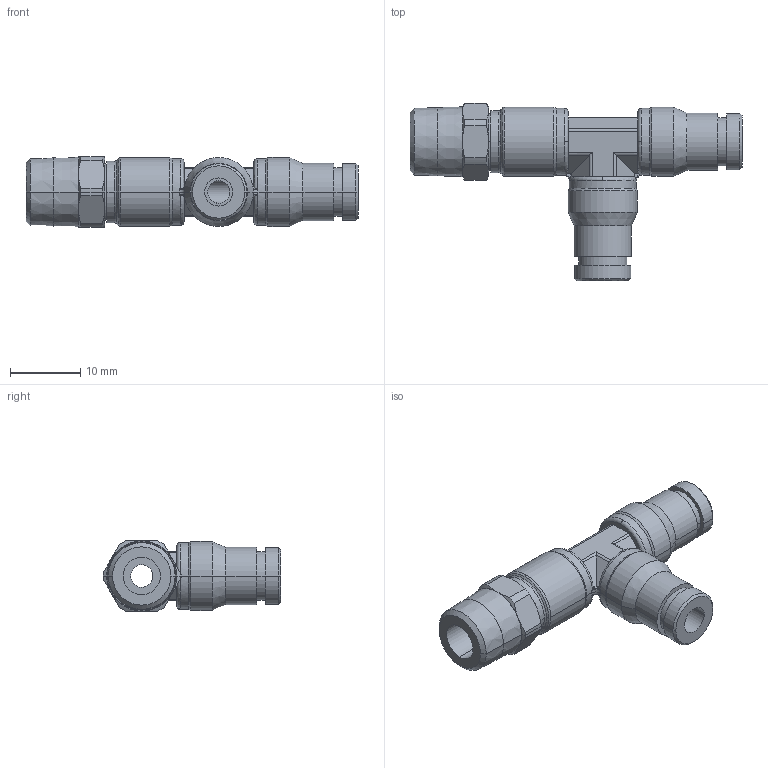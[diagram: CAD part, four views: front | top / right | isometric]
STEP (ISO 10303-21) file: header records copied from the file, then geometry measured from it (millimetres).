
FILE_DESCRIPTION(('STEP AP214'),'1');
FILE_NAME('3803_04_10.stp','2016-07-07T14:26:41',('TraceParts'),('TraceParts S.A.'),'Spatial InterOp 3D',' ',' ');
FILE_SCHEMA(('automotive_design'));
Length unit declared in the file: millimetre
Products named in the file (1): 1
Bounding box: 47.37 x 25.34 x 10 mm (x, y, z)
Volume: 3097.5 mm3; surface area: 2909.1 mm2
Topology: 1 solids, 1 shells, 171 faces, 427 edges, 269 vertices
Faces by surface type: cylinder 60, cone 46, plane 41, torus 24
Entity records: 5739 total; most frequent: CARTESIAN_POINT 1638, DIRECTION 896, ORIENTED_EDGE 854, EDGE_CURVE 427, AXIS2_PLACEMENT_3D 377, VERTEX_POINT 269, CIRCLE 193, EDGE_LOOP 186
